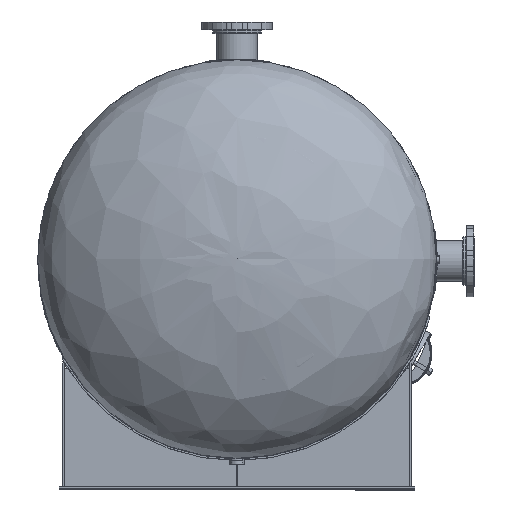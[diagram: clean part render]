
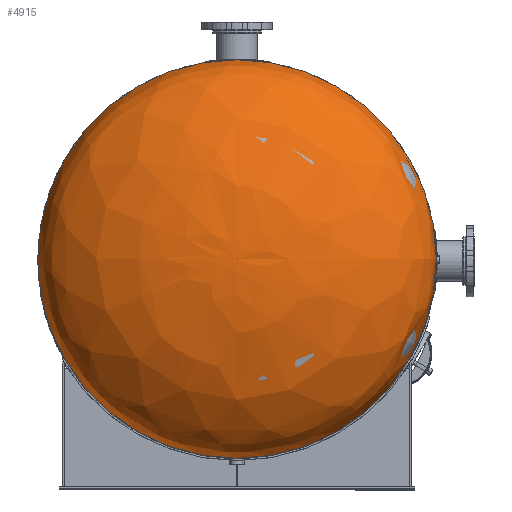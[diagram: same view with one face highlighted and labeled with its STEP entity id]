
A CAD part, top view. The second image highlights one B-rep face of the part: STEP entity #4915.
In plain terms, the highlighted free-form (B-spline) face has degree [2, 2] with [3, 9] control points.
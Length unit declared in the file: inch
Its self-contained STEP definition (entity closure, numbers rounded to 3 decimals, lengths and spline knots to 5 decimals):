
#177=ELLIPSE('',#5685,42.,21.25);
#180=(
BOUNDED_SURFACE()
B_SPLINE_SURFACE(2,2,((#9326,#9327,#9328,#9329,#9330,#9331,#9332,#9333,
#9334),(#9335,#9336,#9337,#9338,#9339,#9340,#9341,#9342,#9343),(#9344,#9345,
#9346,#9347,#9348,#9349,#9350,#9351,#9352)),.UNSPECIFIED.,.F.,.T.,.F.)
B_SPLINE_SURFACE_WITH_KNOTS((3,3),(3,2,2,2,3),(-3.14159,-1.5708),
(0.,1.5708,3.14159,4.71239,6.28319),
 .UNSPECIFIED.)
GEOMETRIC_REPRESENTATION_ITEM()
RATIONAL_B_SPLINE_SURFACE(((1.,0.707,1.,0.707,1.,
0.707,1.,0.707,1.),(0.707,0.5,0.707,
0.5,0.707,0.5,0.707,0.5,0.707),(1.,
0.707,1.,0.707,1.,0.707,1.,0.707,
1.)))
REPRESENTATION_ITEM('')
SURFACE()
);
#754=CIRCLE('',#5680,42.);
#755=CIRCLE('',#5681,42.);
#1048=FACE_OUTER_BOUND('',#1356,.T.);
#1356=EDGE_LOOP('',(#3638,#3639,#3640,#3641));
#2433=VERTEX_POINT('',#8798);
#2434=VERTEX_POINT('',#8800);
#2438=VERTEX_POINT('',#9353);
#2886=EDGE_CURVE('',#2433,#2434,#754,.T.);
#2887=EDGE_CURVE('',#2434,#2433,#755,.T.);
#2892=EDGE_CURVE('',#2438,#2434,#177,.T.);
#3638=ORIENTED_EDGE('',*,*,#2892,.T.);
#3639=ORIENTED_EDGE('',*,*,#2886,.F.);
#3640=ORIENTED_EDGE('',*,*,#2887,.F.);
#3641=ORIENTED_EDGE('',*,*,#2892,.F.);
#4915=ADVANCED_FACE('',(#1048),#180,.T.);
#5680=AXIS2_PLACEMENT_3D('',#8801,#6381,#6382);
#5681=AXIS2_PLACEMENT_3D('',#8802,#6383,#6384);
#5685=AXIS2_PLACEMENT_3D('',#9354,#6392,#6393);
#6381=DIRECTION('center_axis',(0.,0.,-1.));
#6382=DIRECTION('ref_axis',(-1.,0.,0.));
#6383=DIRECTION('center_axis',(0.,0.,-1.));
#6384=DIRECTION('ref_axis',(-1.,0.,0.));
#6392=DIRECTION('center_axis',(0.,-1.,0.));
#6393=DIRECTION('ref_axis',(1.,0.,0.));
#8798=CARTESIAN_POINT('',(42.,0.,2.25));
#8800=CARTESIAN_POINT('',(-42.,0.,2.25));
#8801=CARTESIAN_POINT('Origin',(0.,0.,2.25));
#8802=CARTESIAN_POINT('Origin',(0.,0.,2.25));
#9326=CARTESIAN_POINT('Ctrl Pts',(-42.,0.,2.25));
#9327=CARTESIAN_POINT('Ctrl Pts',(-42.,42.,2.25));
#9328=CARTESIAN_POINT('Ctrl Pts',(0.,42.,2.25));
#9329=CARTESIAN_POINT('Ctrl Pts',(42.,42.,2.25));
#9330=CARTESIAN_POINT('Ctrl Pts',(42.,0.,2.25));
#9331=CARTESIAN_POINT('Ctrl Pts',(42.,-42.,2.25));
#9332=CARTESIAN_POINT('Ctrl Pts',(0.,-42.,2.25));
#9333=CARTESIAN_POINT('Ctrl Pts',(-42.,-42.,2.25));
#9334=CARTESIAN_POINT('Ctrl Pts',(-42.,0.,2.25));
#9335=CARTESIAN_POINT('Ctrl Pts',(-42.,0.,23.5));
#9336=CARTESIAN_POINT('Ctrl Pts',(-42.,42.,23.5));
#9337=CARTESIAN_POINT('Ctrl Pts',(0.,42.,23.5));
#9338=CARTESIAN_POINT('Ctrl Pts',(42.,42.,23.5));
#9339=CARTESIAN_POINT('Ctrl Pts',(42.,0.,23.5));
#9340=CARTESIAN_POINT('Ctrl Pts',(42.,-42.,23.5));
#9341=CARTESIAN_POINT('Ctrl Pts',(0.,-42.,23.5));
#9342=CARTESIAN_POINT('Ctrl Pts',(-42.,-42.,23.5));
#9343=CARTESIAN_POINT('Ctrl Pts',(-42.,0.,23.5));
#9344=CARTESIAN_POINT('Ctrl Pts',(0.,0.,23.5));
#9345=CARTESIAN_POINT('Ctrl Pts',(0.,0.,
23.5));
#9346=CARTESIAN_POINT('Ctrl Pts',(0.,0.,
23.5));
#9347=CARTESIAN_POINT('Ctrl Pts',(0.,0.,
23.5));
#9348=CARTESIAN_POINT('Ctrl Pts',(0.,0.,23.5));
#9349=CARTESIAN_POINT('Ctrl Pts',(0.,0.,
23.5));
#9350=CARTESIAN_POINT('Ctrl Pts',(0.,0.,
23.5));
#9351=CARTESIAN_POINT('Ctrl Pts',(0.,0.,
23.5));
#9352=CARTESIAN_POINT('Ctrl Pts',(0.,0.,23.5));
#9353=CARTESIAN_POINT('',(0.,0.,23.5));
#9354=CARTESIAN_POINT('Origin',(0.,0.,2.25));
